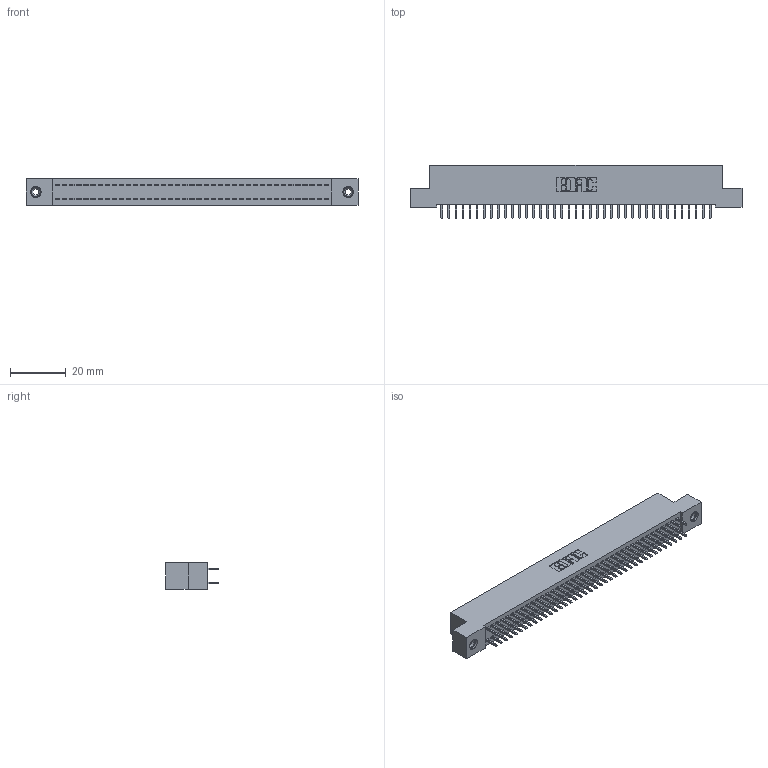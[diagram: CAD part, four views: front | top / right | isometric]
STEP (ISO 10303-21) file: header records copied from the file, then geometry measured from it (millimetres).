
FILE_DESCRIPTION (( 'STEP AP203' ), '1' );
FILE_NAME ('342-078-521-208.STEP', '2018-08-13T13:12:02', ( '' ), ( '' ), 'SwSTEP 2.0', 'SolidWorks 2016', '' );
FILE_SCHEMA (( 'CONFIG_CONTROL_DESIGN' ));
Length unit declared in the file: inch
Products named in the file (4): 345-250-001_345-250-003-102; 342-078-521-208; 342 Part_TI; 345-292-001_345-293-121
Assembly tree (81 placements, depth 2):
  342-078-521-208
    342 Part_TI
    345-292-001_345-293-121  x78
    345-250-001_345-250-003-102  x2
Bounding box: 119.38 x 19.06 x 9.4 mm (x, y, z)
Volume: 10674.6 mm3; surface area: 17096.3 mm2
Topology: 81 solids, 81 shells, 4226 faces, 12525 edges, 8238 vertices
Faces by surface type: plane 2906, cylinder 1304, cone 12, torus 4
Entity records: 26550 total; most frequent: CARTESIAN_POINT 4385, ORIENTED_EDGE 4314, DIRECTION 3783, EDGE_CURVE 2157, VECTOR 2009, LINE 2009, VERTEX_POINT 1432, AXIS2_PLACEMENT_3D 887
